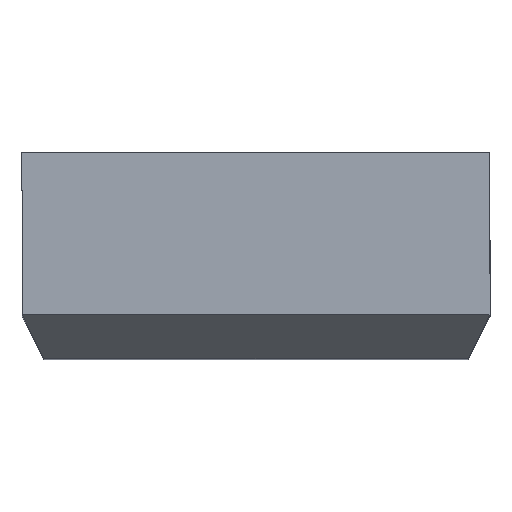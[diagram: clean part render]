
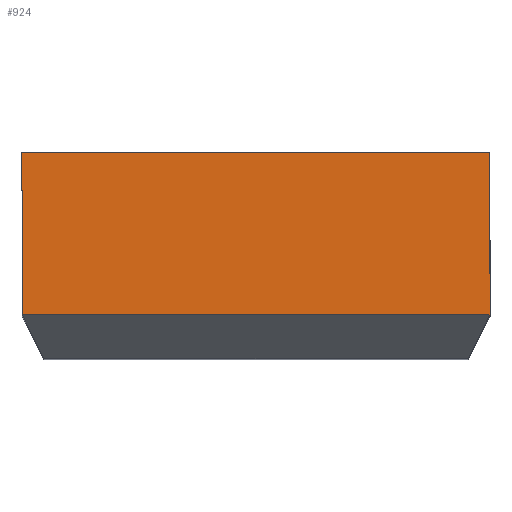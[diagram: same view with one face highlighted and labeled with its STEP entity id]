
A CAD part, top view. The second image highlights one B-rep face of the part: STEP entity #924.
In plain terms, the highlighted planar face has unit normal (0, 0, 1).
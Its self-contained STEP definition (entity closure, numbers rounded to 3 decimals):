
#702=CARTESIAN_POINT('',(-5.335,-0.61,21.725));
#703=VERTEX_POINT('',#702);
#710=CARTESIAN_POINT('',(-5.335,3.1,21.725));
#711=VERTEX_POINT('',#710);
#712=CARTESIAN_POINT('',(-5.335,3.1,21.725));
#713=DIRECTION('',(0.0,-1.0,0.0));
#714=VECTOR('',#713,3.71);
#715=LINE('',#712,#714);
#716=EDGE_CURVE('',#711,#703,#715,.T.);
#757=CARTESIAN_POINT('',(5.335,3.1,21.725));
#758=VERTEX_POINT('',#757);
#765=CARTESIAN_POINT('',(5.335,-0.61,21.725));
#766=VERTEX_POINT('',#765);
#767=CARTESIAN_POINT('',(5.335,-0.61,21.725));
#768=DIRECTION('',(0.0,1.0,0.0));
#769=VECTOR('',#768,3.71);
#770=LINE('',#767,#769);
#771=EDGE_CURVE('',#766,#758,#770,.T.);
#886=CARTESIAN_POINT('',(-5.335,3.1,21.725));
#887=DIRECTION('',(1.0,0.0,0.0));
#888=VECTOR('',#887,10.67);
#889=LINE('',#886,#888);
#890=EDGE_CURVE('',#711,#758,#889,.T.);
#904=CARTESIAN_POINT('',(-5.335,-0.61,21.725));
#905=DIRECTION('',(1.0,0.0,0.0));
#906=VECTOR('',#905,10.67);
#907=LINE('',#904,#906);
#908=EDGE_CURVE('',#703,#766,#907,.T.);
#913=CARTESIAN_POINT('',(-5.335,-0.61,21.725));
#914=DIRECTION('',(0.0,0.0,1.0));
#915=DIRECTION('',(0.0,-1.0,0.0));
#916=AXIS2_PLACEMENT_3D('',#913,#914,#915);
#917=PLANE('',#916);
#918=ORIENTED_EDGE('',*,*,#771,.T.);
#919=ORIENTED_EDGE('',*,*,#890,.F.);
#920=ORIENTED_EDGE('',*,*,#716,.T.);
#921=ORIENTED_EDGE('',*,*,#908,.T.);
#922=EDGE_LOOP('',(#918,#919,#920,#921));
#923=FACE_OUTER_BOUND('',#922,.T.);
#924=ADVANCED_FACE('',(#923),#917,.T.);
